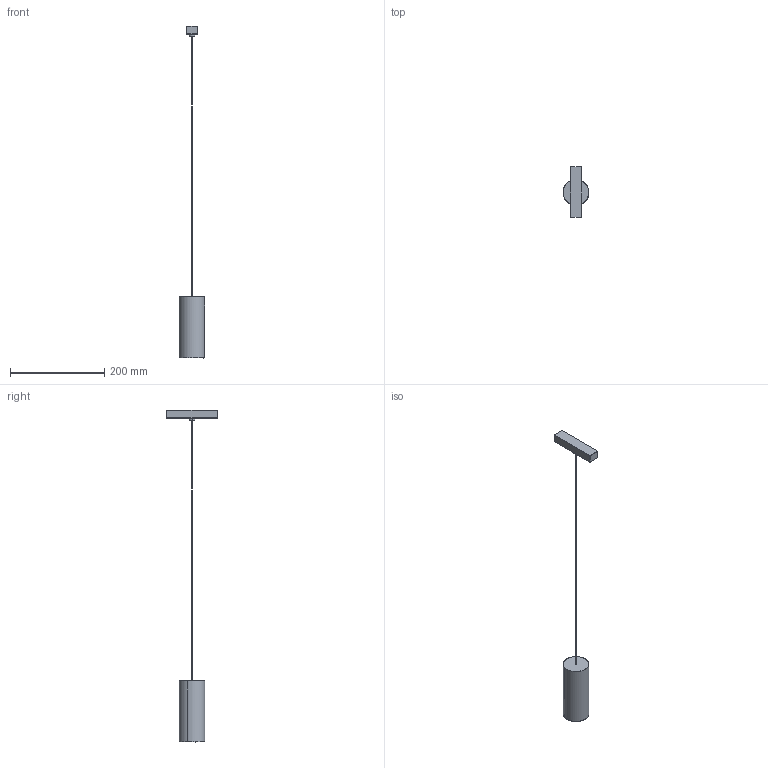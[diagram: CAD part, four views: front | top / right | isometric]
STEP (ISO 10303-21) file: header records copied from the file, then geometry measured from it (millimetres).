
FILE_DESCRIPTION(/* description */ (''),/* implementation_level */ '2;1');
FILE_NAME(/* name */ 'Vector Magnetic Pendant 55',/* time_stamp */ '2023-02-21T17:48:50+01:00',/* author */ (''),/* organization */ (''),/* preprocessor_version */ 'ST-DEVELOPER v16.5',/* originating_system */ 'Rhino 7.27',/* authorisation */ '');
FILE_SCHEMA (('AUTOMOTIVE_DESIGN'));
Length unit declared in the file: millimetre
Products named in the file (1): Document
Bounding box: 54.96 x 108 x 704.33 mm (x, y, z)
Volume: 307658.6 mm3; surface area: 42495.4 mm2
Topology: 1 solids, 1 shells, 44 faces, 84 edges, 46 vertices
Faces by surface type: cylinder 18, bspline 16, plane 10
Entity records: 1362 total; most frequent: CARTESIAN_POINT 780, ORIENTED_EDGE 168, EDGE_CURVE 84, EDGE_LOOP 48, VERTEX_POINT 46, ADVANCED_FACE 44, FACE_OUTER_BOUND 44, DIRECTION 32
